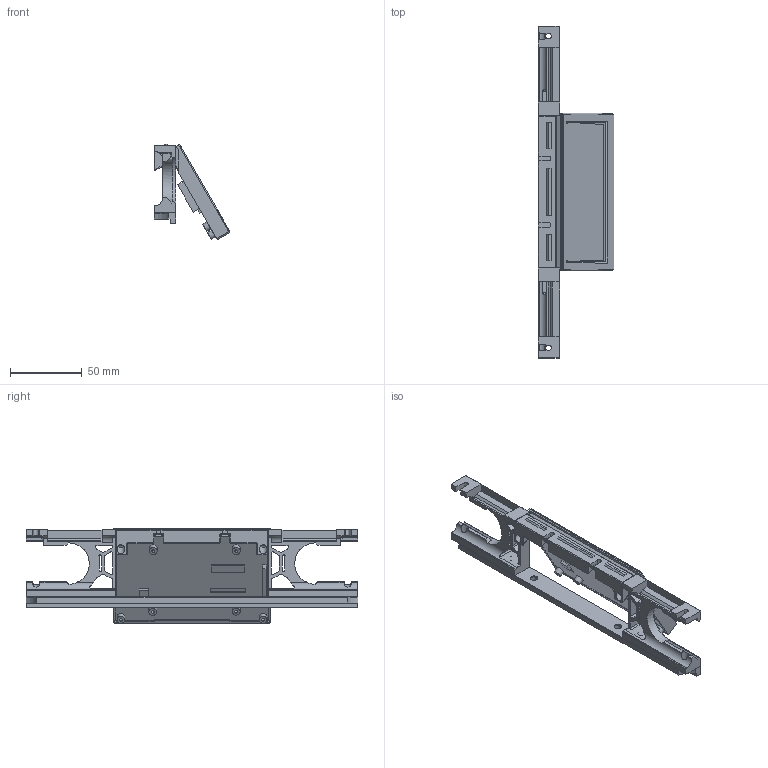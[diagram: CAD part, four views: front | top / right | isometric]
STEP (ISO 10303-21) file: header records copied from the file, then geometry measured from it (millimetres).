
FILE_DESCRIPTION(/* description */ (''),/* implementation_level */ '2;1');
FILE_NAME(/* name */ 'SlottedSkirtsAndWaveshareMount.step',/* time_stamp */ '2023-01-26T13:20:10-08:00',/* author */ (''),/* organization */ (''),/* preprocessor_version */ 'ST-DEVELOPER v19.2',/* originating_system */ 'Autodesk Translation Framework v11.17.0.187',/* authorisation */ '');
FILE_SCHEMA (('AUTOMOTIVE_DESIGN { 1 0 10303 214 3 1 1 }'));
Length unit declared in the file: millimetre
Products named in the file (8): (Unsaved); FrontSkirt-Waveshare; 160-Micron-TFT4.3 v2; Mount; Component27; FrontSkirt_180; Front_rear_skirt_trim_180; Faceplate
Assembly tree (7 placements, depth 4):
  (Unsaved)
    FrontSkirt-Waveshare
      160-Micron-TFT4.3 v2
        Mount
      Component27
      FrontSkirt_180
        Front_rear_skirt_trim_180
    Faceplate
Bounding box: 52.69 x 231.61 x 66.59 mm (x, y, z)
Volume: 119840.4 mm3; surface area: 60670.8 mm2
Topology: 6 solids, 6 shells, 554 faces, 1409 edges, 888 vertices
Faces by surface type: plane 338, cylinder 126, cone 56, bspline 24, sphere 6, torus 4
Full cylindrical faces by diameter (mm): 2 x8, 2.6 x2, 3.4 x2, 4.5 x4, 4.7 x2, 5.5 x10, 6 x2
Entity records: 17862 total; most frequent: CARTESIAN_POINT 4116, ORIENTED_EDGE 2818, DIRECTION 2775, EDGE_CURVE 1409, LINE 1033, VECTOR 1033, VERTEX_POINT 888, AXIS2_PLACEMENT_3D 871
